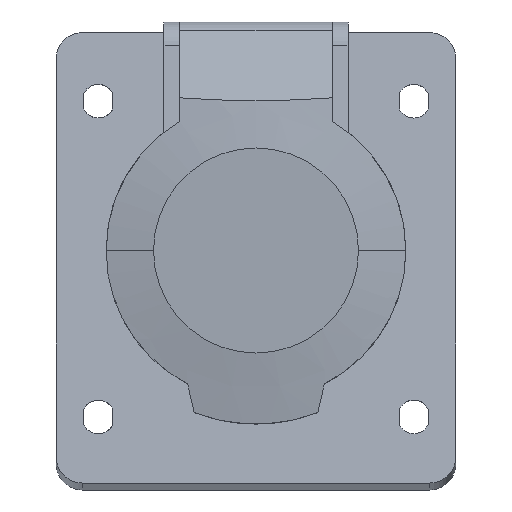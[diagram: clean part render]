
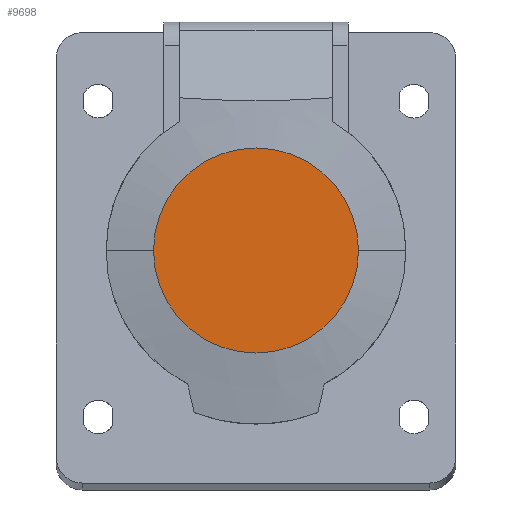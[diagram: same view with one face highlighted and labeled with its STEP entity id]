
A CAD part, top view. The second image highlights one B-rep face of the part: STEP entity #9698.
In plain terms, the highlighted planar face has unit normal (0, 0, 1).
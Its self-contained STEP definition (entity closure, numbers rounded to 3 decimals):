
#19 = DIRECTION ( 'NONE',  ( 1., 0., 0. ) ) ;
#1389 = AXIS2_PLACEMENT_3D ( 'NONE', #4549, #12467, #5705 ) ;
#1653 = FACE_OUTER_BOUND ( 'NONE', #10605, .T. ) ;
#2406 = ORIENTED_EDGE ( 'NONE', *, *, #3079, .T. ) ;
#2852 = EDGE_CURVE ( 'NONE', #13602, #4941, #12549, .T. ) ;
#3079 = EDGE_CURVE ( 'NONE', #4941, #13602, #4398, .T. ) ;
#3113 = PLANE ( 'NONE',  #11716 ) ;
#4398 = CIRCLE ( 'NONE', #14248, 19.5 ) ;
#4549 = CARTESIAN_POINT ( 'NONE',  ( 0., 44.198, 18. ) ) ;
#4941 = VERTEX_POINT ( 'NONE', #10297 ) ;
#5411 = DIRECTION ( 'NONE',  ( 1., 0., 0. ) ) ;
#5491 = ORIENTED_EDGE ( 'NONE', *, *, #2852, .T. ) ;
#5705 = DIRECTION ( 'NONE',  ( 1., 0., 0. ) ) ;
#6844 = DIRECTION ( 'NONE',  ( 0., 0., 1. ) ) ;
#9698 = ADVANCED_FACE ( 'NONE', ( #1653 ), #3113, .T. ) ;
#10297 = CARTESIAN_POINT ( 'NONE',  ( 19.5, 44.198, 18. ) ) ;
#10605 = EDGE_LOOP ( 'NONE', ( #5491, #2406 ) ) ;
#11012 = CARTESIAN_POINT ( 'NONE',  ( -19.5, 44.198, 18. ) ) ;
#11057 = CARTESIAN_POINT ( 'NONE',  ( 0., 30.957, 18. ) ) ;
#11716 = AXIS2_PLACEMENT_3D ( 'NONE', #11057, #12176, #5411 ) ;
#12176 = DIRECTION ( 'NONE',  ( 0., 0., 1. ) ) ;
#12467 = DIRECTION ( 'NONE',  ( 0., 0., 1. ) ) ;
#12549 = CIRCLE ( 'NONE', #1389, 19.5 ) ;
#13558 = CARTESIAN_POINT ( 'NONE',  ( 0., 44.198, 18. ) ) ;
#13602 = VERTEX_POINT ( 'NONE', #11012 ) ;
#14248 = AXIS2_PLACEMENT_3D ( 'NONE', #13558, #6844, #19 ) ;
